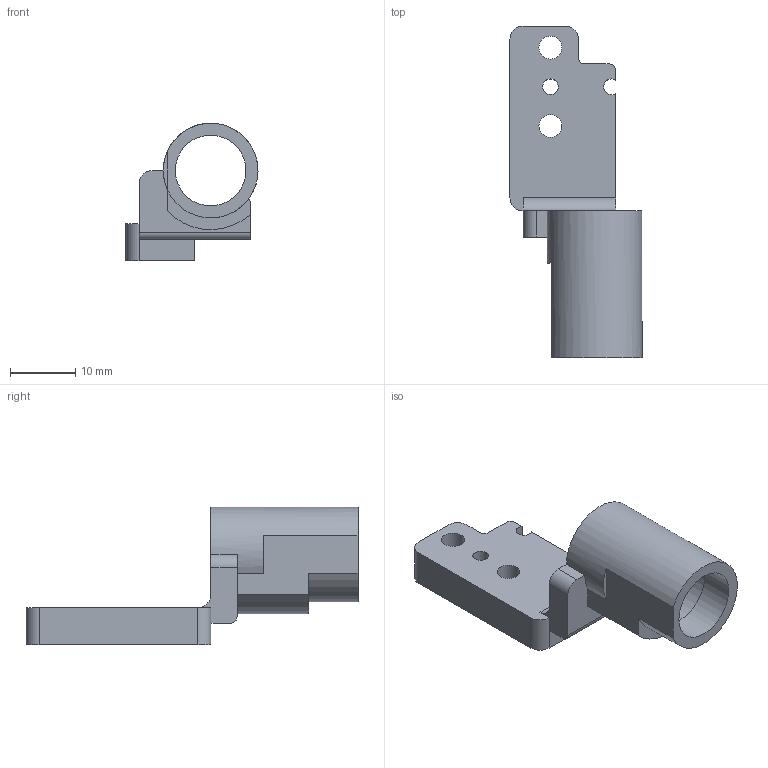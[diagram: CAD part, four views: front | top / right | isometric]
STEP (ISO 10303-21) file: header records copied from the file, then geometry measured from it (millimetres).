
FILE_DESCRIPTION(/* description */ ('STEP AP214'),/* implementation_level */ '2;1');
FILE_NAME(/* name */ 'inductive-probe-mount.step',/* time_stamp */ '2025-06-27T12:34:22+02:00',/* author */ (''),/* organization */ (''),/* preprocessor_version */ 'ST-DEVELOPER v20.1',/* originating_system */ 'Autodesk Translation Framework v14.10.0.0',/* authorisation */ '');
FILE_SCHEMA (('AUTOMOTIVE_DESIGN { 1 0 10303 214 3 1 1 }'));
Length unit declared in the file: millimetre
Products named in the file (1): plus4½Ó½ü¿ª¹Ø°²
×°
Bounding box: 20.2 x 50.8 x 21.07 mm (x, y, z)
Volume: 3443 mm3; surface area: 3814.7 mm2
Topology: 1 solids, 1 shells, 45 faces, 119 edges, 79 vertices
Faces by surface type: plane 25, cylinder 20
Full cylindrical faces by diameter (mm): 2.4 x1, 3.5 x2, 8 x1, 10.8 x1, 12.1 x1
Entity records: 1464 total; most frequent: DIRECTION 254, CARTESIAN_POINT 244, ORIENTED_EDGE 238, EDGE_CURVE 119, AXIS2_PLACEMENT_3D 89, VERTEX_POINT 79, LINE 76, VECTOR 76
